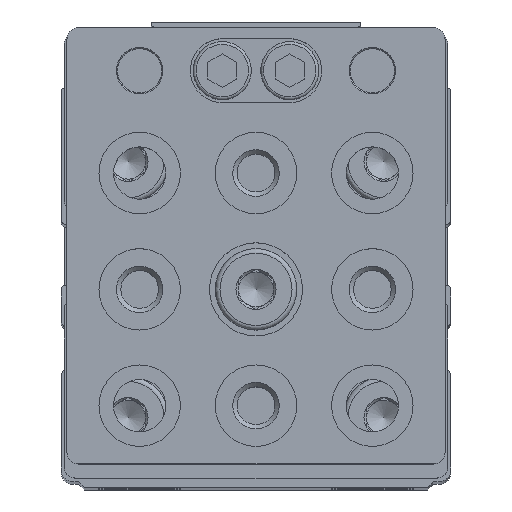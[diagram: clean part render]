
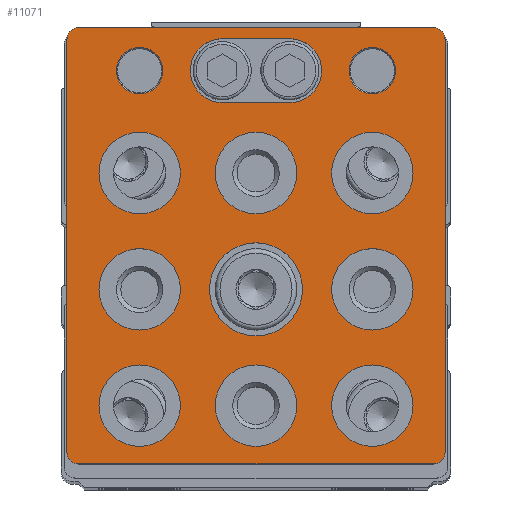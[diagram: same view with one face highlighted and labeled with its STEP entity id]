
A CAD part, top view. The second image highlights one B-rep face of the part: STEP entity #11071.
In plain terms, the highlighted planar face has unit normal (0, 0, 1).
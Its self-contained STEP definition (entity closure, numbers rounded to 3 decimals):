
#468=PLANE('',#12288);
#1015=CIRCLE('',#12274,1.);
#1017=CIRCLE('',#12278,1.);
#1019=CIRCLE('',#12282,1.);
#1021=CIRCLE('',#12286,1.);
#1022=CIRCLE('',#12289,4.);
#1023=CIRCLE('',#12290,3.5);
#1024=CIRCLE('',#12291,3.5);
#1025=CIRCLE('',#12292,3.5);
#1026=CIRCLE('',#12293,3.5);
#1027=CIRCLE('',#12294,3.5);
#1028=CIRCLE('',#12295,3.5);
#1029=CIRCLE('',#12296,3.5);
#1030=CIRCLE('',#12297,3.5);
#1031=CIRCLE('',#12298,2.);
#1032=CIRCLE('',#12299,2.);
#1033=CIRCLE('',#12300,2.75);
#1034=CIRCLE('',#12301,2.75);
#1859=LINE('',#18819,#2703);
#1863=LINE('',#18831,#2707);
#1867=LINE('',#18843,#2711);
#1871=LINE('',#18853,#2715);
#1872=LINE('',#18877,#2716);
#1873=LINE('',#18882,#2717);
#2703=VECTOR('',#15391,1000.);
#2707=VECTOR('',#15403,1000.);
#2711=VECTOR('',#15415,1000.);
#2715=VECTOR('',#15427,1000.);
#2716=VECTOR('',#15452,1000.);
#2717=VECTOR('',#15455,1000.);
#5357=ORIENTED_EDGE('',*,*,#7045,.T.);
#5358=ORIENTED_EDGE('',*,*,#7046,.T.);
#5359=ORIENTED_EDGE('',*,*,#7047,.T.);
#5360=ORIENTED_EDGE('',*,*,#7048,.T.);
#5361=ORIENTED_EDGE('',*,*,#7049,.T.);
#5362=ORIENTED_EDGE('',*,*,#7050,.T.);
#5363=ORIENTED_EDGE('',*,*,#7051,.T.);
#5364=ORIENTED_EDGE('',*,*,#7052,.T.);
#5365=ORIENTED_EDGE('',*,*,#7053,.T.);
#5366=ORIENTED_EDGE('',*,*,#7054,.T.);
#5367=ORIENTED_EDGE('',*,*,#7055,.T.);
#5368=ORIENTED_EDGE('',*,*,#7056,.F.);
#5369=ORIENTED_EDGE('',*,*,#7057,.F.);
#5370=ORIENTED_EDGE('',*,*,#7058,.F.);
#5371=ORIENTED_EDGE('',*,*,#7059,.F.);
#5372=ORIENTED_EDGE('',*,*,#7022,.T.);
#5373=ORIENTED_EDGE('',*,*,#7026,.T.);
#5374=ORIENTED_EDGE('',*,*,#7029,.T.);
#5375=ORIENTED_EDGE('',*,*,#7032,.T.);
#5376=ORIENTED_EDGE('',*,*,#7035,.T.);
#5377=ORIENTED_EDGE('',*,*,#7038,.T.);
#5378=ORIENTED_EDGE('',*,*,#7041,.T.);
#5379=ORIENTED_EDGE('',*,*,#7044,.T.);
#7022=EDGE_CURVE('',#8121,#8120,#1015,.T.);
#7026=EDGE_CURVE('',#8120,#8123,#1859,.T.);
#7029=EDGE_CURVE('',#8123,#8125,#1017,.T.);
#7032=EDGE_CURVE('',#8125,#8127,#1863,.T.);
#7035=EDGE_CURVE('',#8127,#8129,#1019,.T.);
#7038=EDGE_CURVE('',#8129,#8131,#1867,.T.);
#7041=EDGE_CURVE('',#8131,#8133,#1021,.T.);
#7044=EDGE_CURVE('',#8133,#8121,#1871,.T.);
#7045=EDGE_CURVE('',#8134,#8134,#1022,.T.);
#7046=EDGE_CURVE('',#8135,#8135,#1023,.T.);
#7047=EDGE_CURVE('',#8136,#8136,#1024,.T.);
#7048=EDGE_CURVE('',#8137,#8137,#1025,.T.);
#7049=EDGE_CURVE('',#8138,#8138,#1026,.T.);
#7050=EDGE_CURVE('',#8139,#8139,#1027,.T.);
#7051=EDGE_CURVE('',#8140,#8140,#1028,.T.);
#7052=EDGE_CURVE('',#8141,#8141,#1029,.T.);
#7053=EDGE_CURVE('',#8142,#8142,#1030,.T.);
#7054=EDGE_CURVE('',#8143,#8143,#1031,.T.);
#7055=EDGE_CURVE('',#8144,#8144,#1032,.T.);
#7056=EDGE_CURVE('',#8145,#8146,#1872,.T.);
#7057=EDGE_CURVE('',#8147,#8145,#1033,.T.);
#7058=EDGE_CURVE('',#8148,#8147,#1873,.T.);
#7059=EDGE_CURVE('',#8146,#8148,#1034,.T.);
#8120=VERTEX_POINT('',#18810);
#8121=VERTEX_POINT('',#18812);
#8123=VERTEX_POINT('',#18818);
#8125=VERTEX_POINT('',#18824);
#8127=VERTEX_POINT('',#18830);
#8129=VERTEX_POINT('',#18836);
#8131=VERTEX_POINT('',#18842);
#8133=VERTEX_POINT('',#18848);
#8134=VERTEX_POINT('',#18856);
#8135=VERTEX_POINT('',#18858);
#8136=VERTEX_POINT('',#18860);
#8137=VERTEX_POINT('',#18862);
#8138=VERTEX_POINT('',#18864);
#8139=VERTEX_POINT('',#18866);
#8140=VERTEX_POINT('',#18868);
#8141=VERTEX_POINT('',#18870);
#8142=VERTEX_POINT('',#18872);
#8143=VERTEX_POINT('',#18874);
#8144=VERTEX_POINT('',#18876);
#8145=VERTEX_POINT('',#18878);
#8146=VERTEX_POINT('',#18879);
#8147=VERTEX_POINT('',#18881);
#8148=VERTEX_POINT('',#18883);
#9091=EDGE_LOOP('',(#5357));
#9092=EDGE_LOOP('',(#5358));
#9093=EDGE_LOOP('',(#5359));
#9094=EDGE_LOOP('',(#5360));
#9095=EDGE_LOOP('',(#5361));
#9096=EDGE_LOOP('',(#5362));
#9097=EDGE_LOOP('',(#5363));
#9098=EDGE_LOOP('',(#5364));
#9099=EDGE_LOOP('',(#5365));
#9100=EDGE_LOOP('',(#5366));
#9101=EDGE_LOOP('',(#5367));
#9102=EDGE_LOOP('',(#5368,#5369,#5370,#5371));
#9103=EDGE_LOOP('',(#5372,#5373,#5374,#5375,#5376,#5377,#5378,#5379));
#10082=FACE_BOUND('',#9091,.T.);
#10083=FACE_BOUND('',#9092,.T.);
#10084=FACE_BOUND('',#9093,.T.);
#10085=FACE_BOUND('',#9094,.T.);
#10086=FACE_BOUND('',#9095,.T.);
#10087=FACE_BOUND('',#9096,.T.);
#10088=FACE_BOUND('',#9097,.T.);
#10089=FACE_BOUND('',#9098,.T.);
#10090=FACE_BOUND('',#9099,.T.);
#10091=FACE_BOUND('',#9100,.T.);
#10092=FACE_BOUND('',#9101,.T.);
#10093=FACE_BOUND('',#9102,.T.);
#10094=FACE_BOUND('',#9103,.T.);
#11071=ADVANCED_FACE('',(#10082,#10083,#10084,#10085,#10086,#10087,#10088,
#10089,#10090,#10091,#10092,#10093,#10094),#468,.T.);
#12274=AXIS2_PLACEMENT_3D('',#18811,#15384,#15385);
#12278=AXIS2_PLACEMENT_3D('',#18825,#15397,#15398);
#12282=AXIS2_PLACEMENT_3D('',#18837,#15409,#15410);
#12286=AXIS2_PLACEMENT_3D('',#18849,#15421,#15422);
#12288=AXIS2_PLACEMENT_3D('',#18854,#15428,#15429);
#12289=AXIS2_PLACEMENT_3D('',#18855,#15430,#15431);
#12290=AXIS2_PLACEMENT_3D('',#18857,#15432,#15433);
#12291=AXIS2_PLACEMENT_3D('',#18859,#15434,#15435);
#12292=AXIS2_PLACEMENT_3D('',#18861,#15436,#15437);
#12293=AXIS2_PLACEMENT_3D('',#18863,#15438,#15439);
#12294=AXIS2_PLACEMENT_3D('',#18865,#15440,#15441);
#12295=AXIS2_PLACEMENT_3D('',#18867,#15442,#15443);
#12296=AXIS2_PLACEMENT_3D('',#18869,#15444,#15445);
#12297=AXIS2_PLACEMENT_3D('',#18871,#15446,#15447);
#12298=AXIS2_PLACEMENT_3D('',#18873,#15448,#15449);
#12299=AXIS2_PLACEMENT_3D('',#18875,#15450,#15451);
#12300=AXIS2_PLACEMENT_3D('',#18880,#15453,#15454);
#12301=AXIS2_PLACEMENT_3D('',#18884,#15456,#15457);
#15384=DIRECTION('',(0.,0.,1.));
#15385=DIRECTION('',(1.,0.,0.));
#15391=DIRECTION('',(0.,-1.,0.));
#15397=DIRECTION('',(0.,0.,1.));
#15398=DIRECTION('',(1.,0.,0.));
#15403=DIRECTION('',(1.,0.,0.));
#15409=DIRECTION('',(0.,0.,1.));
#15410=DIRECTION('',(1.,0.,0.));
#15415=DIRECTION('',(0.,1.,0.));
#15421=DIRECTION('',(0.,0.,1.));
#15422=DIRECTION('',(1.,0.,0.));
#15427=DIRECTION('',(-1.,0.,0.));
#15428=DIRECTION('',(0.,0.,1.));
#15429=DIRECTION('',(1.,0.,0.));
#15430=DIRECTION('',(0.,0.,-1.));
#15431=DIRECTION('',(-1.,0.,0.));
#15432=DIRECTION('',(0.,0.,-1.));
#15433=DIRECTION('',(-1.,0.,0.));
#15434=DIRECTION('',(0.,0.,-1.));
#15435=DIRECTION('',(-1.,0.,0.));
#15436=DIRECTION('',(0.,0.,-1.));
#15437=DIRECTION('',(-1.,0.,0.));
#15438=DIRECTION('',(0.,0.,-1.));
#15439=DIRECTION('',(-1.,0.,0.));
#15440=DIRECTION('',(0.,0.,-1.));
#15441=DIRECTION('',(-1.,0.,0.));
#15442=DIRECTION('',(0.,0.,-1.));
#15443=DIRECTION('',(-1.,0.,0.));
#15444=DIRECTION('',(0.,0.,-1.));
#15445=DIRECTION('',(-1.,0.,0.));
#15446=DIRECTION('',(0.,0.,-1.));
#15447=DIRECTION('',(-1.,0.,0.));
#15448=DIRECTION('',(0.,0.,-1.));
#15449=DIRECTION('',(-1.,0.,0.));
#15450=DIRECTION('',(0.,0.,-1.));
#15451=DIRECTION('',(-1.,0.,0.));
#15452=DIRECTION('',(-1.,0.,0.));
#15453=DIRECTION('',(0.,0.,1.));
#15454=DIRECTION('',(1.,0.,0.));
#15455=DIRECTION('',(1.,0.,0.));
#15456=DIRECTION('',(0.,0.,1.));
#15457=DIRECTION('',(1.,0.,0.));
#18810=CARTESIAN_POINT('',(-16.25,-1.5,10.));
#18811=CARTESIAN_POINT('',(-15.25,-1.5,10.));
#18812=CARTESIAN_POINT('',(-15.25,-0.5,10.));
#18818=CARTESIAN_POINT('',(-16.25,-37.,10.));
#18819=CARTESIAN_POINT('',(-16.25,-1.5,10.));
#18824=CARTESIAN_POINT('',(-15.25,-38.,10.));
#18825=CARTESIAN_POINT('',(-15.25,-37.,10.));
#18830=CARTESIAN_POINT('',(15.25,-38.,10.));
#18831=CARTESIAN_POINT('',(-15.25,-38.,10.));
#18836=CARTESIAN_POINT('',(16.25,-37.,10.));
#18837=CARTESIAN_POINT('',(15.25,-37.,10.));
#18842=CARTESIAN_POINT('',(16.25,-1.5,10.));
#18843=CARTESIAN_POINT('',(16.25,-37.,10.));
#18848=CARTESIAN_POINT('',(15.25,-0.5,10.));
#18849=CARTESIAN_POINT('',(15.25,-1.5,10.));
#18853=CARTESIAN_POINT('',(15.25,-0.5,10.));
#18854=CARTESIAN_POINT('',(-15.25,-1.5,10.));
#18855=CARTESIAN_POINT('',(0.,-23.,10.));
#18856=CARTESIAN_POINT('',(-4.,-23.,10.));
#18857=CARTESIAN_POINT('',(0.,-13.,10.));
#18858=CARTESIAN_POINT('',(-3.5,-13.,10.));
#18859=CARTESIAN_POINT('',(-10.,-23.,10.));
#18860=CARTESIAN_POINT('',(-13.5,-23.,10.));
#18861=CARTESIAN_POINT('',(0.,-33.,10.));
#18862=CARTESIAN_POINT('',(-3.5,-33.,10.));
#18863=CARTESIAN_POINT('',(10.,-23.,10.));
#18864=CARTESIAN_POINT('',(6.5,-23.,10.));
#18865=CARTESIAN_POINT('',(10.,-33.,10.));
#18866=CARTESIAN_POINT('',(6.5,-33.,10.));
#18867=CARTESIAN_POINT('',(-10.,-13.,10.));
#18868=CARTESIAN_POINT('',(-13.5,-13.,10.));
#18869=CARTESIAN_POINT('',(-10.,-33.,10.));
#18870=CARTESIAN_POINT('',(-13.5,-33.,10.));
#18871=CARTESIAN_POINT('',(10.,-13.,10.));
#18872=CARTESIAN_POINT('',(6.5,-13.,10.));
#18873=CARTESIAN_POINT('',(-10.,-4.2,10.));
#18874=CARTESIAN_POINT('',(-12.,-4.2,10.));
#18875=CARTESIAN_POINT('',(10.,-4.2,10.));
#18876=CARTESIAN_POINT('',(8.,-4.2,10.));
#18877=CARTESIAN_POINT('',(2.9,-1.45,10.));
#18878=CARTESIAN_POINT('',(2.9,-1.45,10.));
#18879=CARTESIAN_POINT('',(-2.9,-1.45,10.));
#18880=CARTESIAN_POINT('',(2.9,-4.2,10.));
#18881=CARTESIAN_POINT('',(2.9,-6.95,10.));
#18882=CARTESIAN_POINT('',(-2.9,-6.95,10.));
#18883=CARTESIAN_POINT('',(-2.9,-6.95,10.));
#18884=CARTESIAN_POINT('',(-2.9,-4.2,10.));
